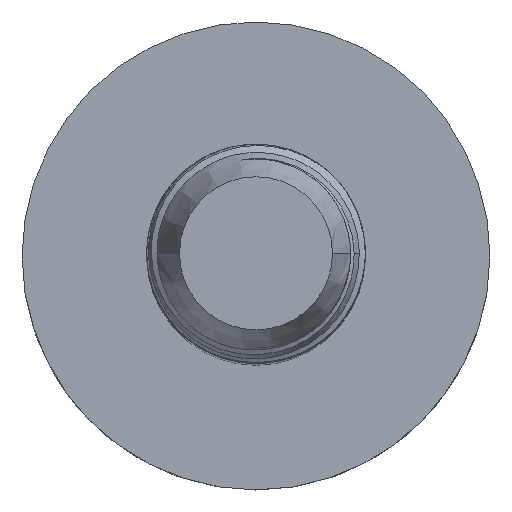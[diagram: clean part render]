
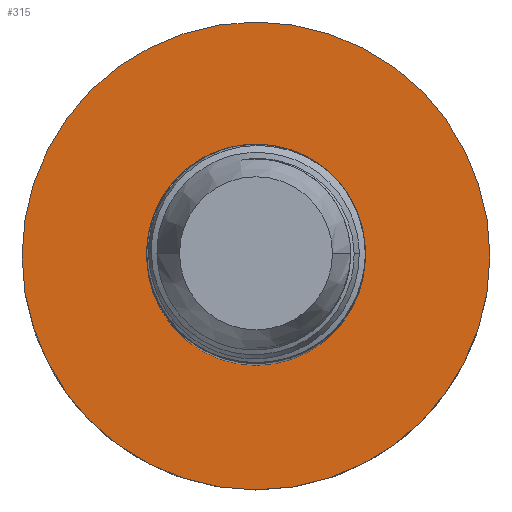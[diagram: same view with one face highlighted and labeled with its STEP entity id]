
A CAD part, top view. The second image highlights one B-rep face of the part: STEP entity #315.
In plain terms, the highlighted planar face has unit normal (0, 0, 1).
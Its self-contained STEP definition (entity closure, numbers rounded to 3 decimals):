
#58=PLANE('',#3934);
#68=FACE_BOUND('',#600,.T.);
#69=FACE_BOUND('',#601,.T.);
#70=CIRCLE('',#3930,5.);
#71=CIRCLE('',#3932,5.);
#315=ADVANCED_FACE('\X2\9AA16813\X0\',(#68,#69),#58,.T.);
#600=EDGE_LOOP('',(#725,#726));
#601=EDGE_LOOP('',(#727,#728));
#725=ORIENTED_EDGE('',*,*,#2698,.F.);
#726=ORIENTED_EDGE('',*,*,#2699,.F.);
#727=ORIENTED_EDGE('',*,*,#2680,.F.);
#728=ORIENTED_EDGE('',*,*,#2692,.F.);
#2088=VERTEX_POINT('',#4425);
#2090=VERTEX_POINT('',#4428);
#2105=VERTEX_POINT('',#4511);
#2106=VERTEX_POINT('',#4512);
#2680=EDGE_CURVE('',#2088,#2090,#70,.T.);
#2692=EDGE_CURVE('',#2090,#2088,#71,.T.);
#2698=EDGE_CURVE('',#2105,#2106,#3384,.T.);
#2699=EDGE_CURVE('',#2106,#2105,#3385,.T.);
#3384=B_SPLINE_CURVE_WITH_KNOTS('',3,(#4501,#4502,#4503,#4504,#4505,#4506,
#4507,#4508,#4509,#4510),.UNSPECIFIED.,.F.,.F.,(4,2,2,2,4),(0.,0.25,
0.5,0.75,1.),.UNSPECIFIED.);
#3385=B_SPLINE_CURVE_WITH_KNOTS('',3,(#4513,#4514,#4515,#4516,#4517,#4518,
#4519,#4520,#4521,#4522),.UNSPECIFIED.,.F.,.F.,(4,2,2,2,4),(0.,0.25,0.5,
0.75,1.),.UNSPECIFIED.);
#3930=AXIS2_PLACEMENT_3D('',#4427,#4058,#4059);
#3932=AXIS2_PLACEMENT_3D('',#4475,#4065,#4066);
#3934=AXIS2_PLACEMENT_3D('',#4523,#4069,#4070);
#4058=DIRECTION('',(0.,0.,1.));
#4059=DIRECTION('',(1.,0.,0.));
#4065=DIRECTION('',(0.,0.,1.));
#4066=DIRECTION('',(1.,0.,0.));
#4069=DIRECTION('',(0.,0.,1.));
#4070=DIRECTION('',(0.,-1.,0.));
#4425=CARTESIAN_POINT('',(-494.935,517.148,-104.466));
#4427=CARTESIAN_POINT('',(-499.935,517.148,-104.466));
#4428=CARTESIAN_POINT('',(-504.935,517.148,-104.466));
#4475=CARTESIAN_POINT('',(-499.935,517.148,-104.466));
#4501=CARTESIAN_POINT('',(-510.635,517.148,-104.466));
#4502=CARTESIAN_POINT('',(-510.635,519.949,-104.466));
#4503=CARTESIAN_POINT('',(-509.482,522.733,-104.466));
#4504=CARTESIAN_POINT('',(-505.52,526.694,-104.466));
#4505=CARTESIAN_POINT('',(-502.736,527.848,-104.466));
#4506=CARTESIAN_POINT('',(-497.134,527.848,-104.466));
#4507=CARTESIAN_POINT('',(-494.35,526.694,-104.466));
#4508=CARTESIAN_POINT('',(-490.388,522.733,-104.466));
#4509=CARTESIAN_POINT('',(-489.235,519.949,-104.466));
#4510=CARTESIAN_POINT('',(-489.235,517.148,-104.466));
#4511=CARTESIAN_POINT('',(-510.635,517.148,-104.466));
#4512=CARTESIAN_POINT('',(-489.235,517.148,-104.466));
#4513=CARTESIAN_POINT('',(-489.235,517.148,-104.466));
#4514=CARTESIAN_POINT('',(-489.235,514.346,-104.466));
#4515=CARTESIAN_POINT('',(-490.388,511.562,-104.466));
#4516=CARTESIAN_POINT('',(-494.35,507.601,-104.466));
#4517=CARTESIAN_POINT('',(-497.134,506.448,-104.466));
#4518=CARTESIAN_POINT('',(-502.736,506.448,-104.466));
#4519=CARTESIAN_POINT('',(-505.52,507.601,-104.466));
#4520=CARTESIAN_POINT('',(-509.482,511.562,-104.466));
#4521=CARTESIAN_POINT('',(-510.635,514.346,-104.466));
#4522=CARTESIAN_POINT('',(-510.635,517.148,-104.466));
#4523=CARTESIAN_POINT('',(-499.935,517.148,-104.466));
